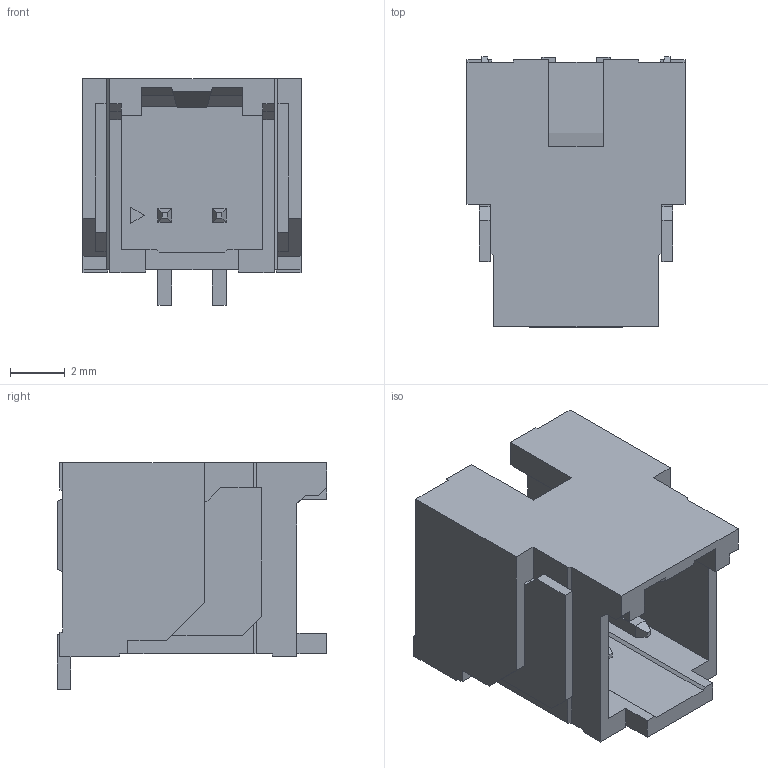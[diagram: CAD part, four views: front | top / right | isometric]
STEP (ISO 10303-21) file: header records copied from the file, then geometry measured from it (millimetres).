
FILE_DESCRIPTION(/* description */ (''),/* implementation_level */ '2;1');
FILE_NAME(/* name */ '2059710021wbm000_01_214.stp',/* time_stamp */ '2022-05-23T11:56:06+05:00',/* author */ (''),/* organization */ (''),/* preprocessor_version */ 'ST-DEVELOPER v16.7',/* originating_system */ 'SIEMENS PLM Software NX 1919',/* authorisation */ '');
FILE_SCHEMA (('AUTOMOTIVE_DESIGN { 1 0 10303 214 3 1 1 1 }'));
Length unit declared in the file: millimetre
Products named in the file (1): 2059710021wbm000_01
Bounding box: 8 x 9.9 x 8.31 mm (x, y, z)
Volume: 291.6 mm3; surface area: 587 mm2
Topology: 1 solids, 1 shells, 144 faces, 399 edges, 262 vertices
Faces by surface type: plane 144
Entity records: 4511 total; most frequent: CARTESIAN_POINT 806, ORIENTED_EDGE 798, DIRECTION 689, EDGE_CURVE 399, LINE 399, VECTOR 399, VERTEX_POINT 262, EDGE_LOOP 149
